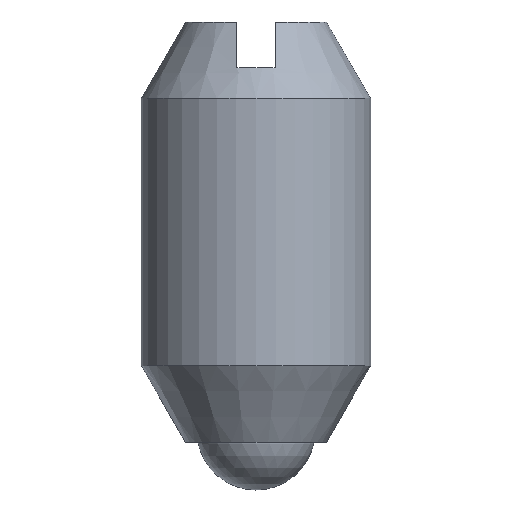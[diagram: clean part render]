
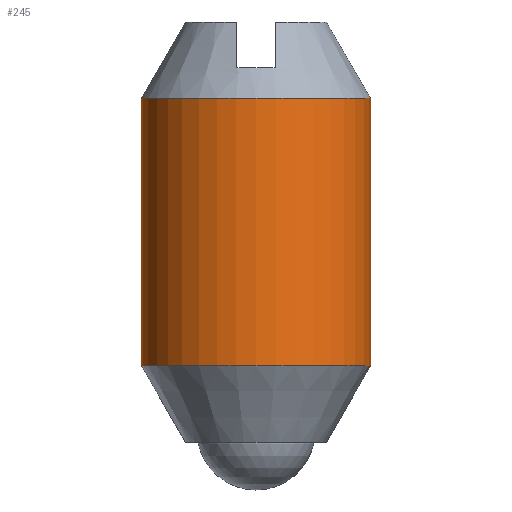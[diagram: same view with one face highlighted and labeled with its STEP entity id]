
A CAD part, front view. The second image highlights one B-rep face of the part: STEP entity #245.
In plain terms, the highlighted cylindrical face has radius 6 mm (diameter 12 mm), a partial arc.
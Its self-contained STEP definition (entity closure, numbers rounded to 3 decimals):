
#171=EDGE_CURVE('',#307,#243,#393,.T.);
#189=EDGE_CURVE('',#237,#255,#412,.T.);
#211=EDGE_CURVE('',#255,#243,#437,.T.);
#237=VERTEX_POINT('',#465);
#243=VERTEX_POINT('',#472);
#245=ADVANCED_FACE('',(#474),#475,.T.);
#255=VERTEX_POINT('',#485);
#297=EDGE_CURVE('',#307,#237,#536,.T.);
#307=VERTEX_POINT('',#549);
#393=CIRCLE('',#647,6.0);
#412=CIRCLE('',#669,6.0);
#437=LINE('',#719,#720);
#465=CARTESIAN_POINT('',(6.,0.,20.5));
#472=CARTESIAN_POINT('',(-6.,0.,6.5));
#474=FACE_OUTER_BOUND('',#779,.T.);
#475=CYLINDRICAL_SURFACE('',#780,6.0);
#485=CARTESIAN_POINT('',(-6.,0.,20.5));
#536=LINE('',#854,#855);
#549=CARTESIAN_POINT('',(6.,0.,6.5));
#647=AXIS2_PLACEMENT_3D('',#961,#962,#963);
#669=AXIS2_PLACEMENT_3D('',#978,#979,#980);
#719=CARTESIAN_POINT('',(-6.,0.,13.5));
#720=VECTOR('',#1009,1.0);
#779=EDGE_LOOP('',(#1044,#1045,#1046,#1047));
#780=AXIS2_PLACEMENT_3D('',#1048,#1049,#1050);
#854=CARTESIAN_POINT('',(6.,0.,13.5));
#855=VECTOR('',#1138,1.0);
#961=CARTESIAN_POINT('',(0.,0.,6.5));
#962=DIRECTION('',(0.0,0.0,-1.0));
#963=DIRECTION('',(-1.0,0.,0.0));
#978=CARTESIAN_POINT('',(0.,0.,20.5));
#979=DIRECTION('',(0.0,0.0,-1.0));
#980=DIRECTION('',(-1.0,0.,0.0));
#1009=DIRECTION('',(0.0,0.0,-1.0));
#1044=ORIENTED_EDGE('',*,*,#211,.T.);
#1045=ORIENTED_EDGE('',*,*,#171,.F.);
#1046=ORIENTED_EDGE('',*,*,#297,.T.);
#1047=ORIENTED_EDGE('',*,*,#189,.T.);
#1048=CARTESIAN_POINT('',(0.,0.,13.5));
#1049=DIRECTION('',(-0.0,-0.0,1.0));
#1050=DIRECTION('',(-1.0,0.,0.0));
#1138=DIRECTION('',(-0.0,-0.0,1.0));
